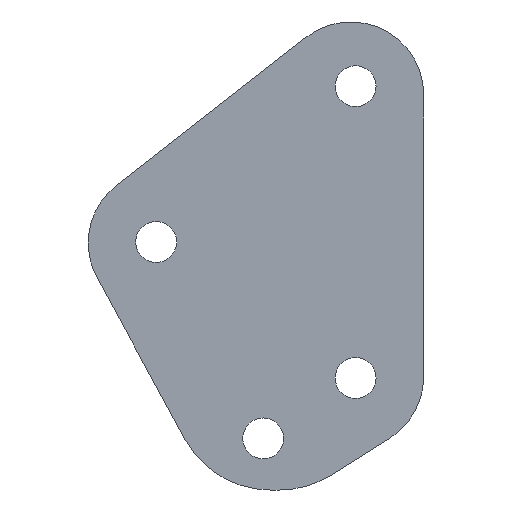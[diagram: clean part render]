
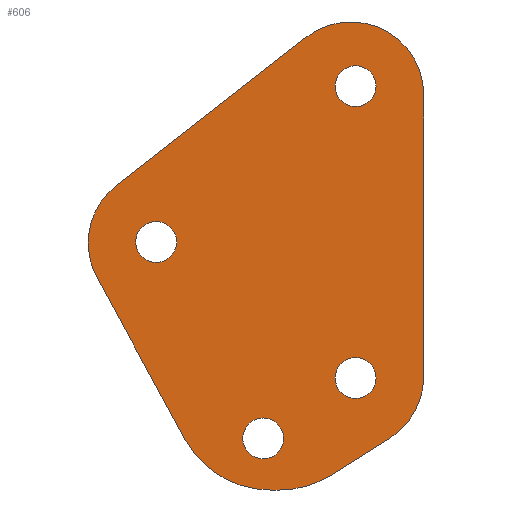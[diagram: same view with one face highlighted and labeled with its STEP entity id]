
A CAD part, left-side view. The second image highlights one B-rep face of the part: STEP entity #606.
In plain terms, the highlighted planar face has unit normal (-1, 0, 0).
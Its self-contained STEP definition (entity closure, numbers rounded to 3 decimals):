
#63=CARTESIAN_POINT('Vertex',(0.,59.2,-46.)) ;
#66=CARTESIAN_POINT('Axis2P3D Location',(0.,55.,-46.)) ;
#70=CARTESIAN_POINT('Vertex',(0.,50.8,-46.)) ;
#92=CARTESIAN_POINT('Axis2P3D Location',(0.,55.,-46.)) ;
#120=CARTESIAN_POINT('Vertex',(0.,18.2,-74.)) ;
#123=CARTESIAN_POINT('Axis2P3D Location',(0.,14.,-74.)) ;
#127=CARTESIAN_POINT('Vertex',(0.,9.8,-74.)) ;
#149=CARTESIAN_POINT('Axis2P3D Location',(0.,14.,-74.)) ;
#177=CARTESIAN_POINT('Vertex',(0.,37.2,-86.398)) ;
#180=CARTESIAN_POINT('Axis2P3D Location',(0.,33.,-86.398)) ;
#184=CARTESIAN_POINT('Vertex',(0.,28.8,-86.398)) ;
#206=CARTESIAN_POINT('Axis2P3D Location',(0.,33.,-86.398)) ;
#234=CARTESIAN_POINT('Vertex',(0.,18.2,-14.)) ;
#237=CARTESIAN_POINT('Axis2P3D Location',(0.,14.,-14.)) ;
#241=CARTESIAN_POINT('Vertex',(0.,9.8,-14.)) ;
#263=CARTESIAN_POINT('Axis2P3D Location',(0.,14.,-14.)) ;
#285=CARTESIAN_POINT('Axis2P3D Location',(0.,53.973,-46.213)) ;
#289=CARTESIAN_POINT('Vertex',(0.,67.146,-53.387)) ;
#291=CARTESIAN_POINT('Vertex',(0.,63.202,-34.388)) ;
#329=CARTESIAN_POINT('Vertex',(0.,24.229,-3.971)) ;
#339=CARTESIAN_POINT('Line Origine',(0.,43.716,-19.18)) ;
#363=CARTESIAN_POINT('Axis2P3D Location',(0.,15.,-15.795)) ;
#367=CARTESIAN_POINT('Vertex',(0.,0.,-15.795)) ;
#394=CARTESIAN_POINT('Line Origine',(0.,0.,-44.739)) ;
#398=CARTESIAN_POINT('Vertex',(0.,0.,-73.683)) ;
#418=CARTESIAN_POINT('Axis2P3D Location',(0.,15.,-73.683)) ;
#422=CARTESIAN_POINT('Vertex',(0.,7.026,-86.388)) ;
#456=CARTESIAN_POINT('Line Origine',(0.,13.041,-90.164)) ;
#460=CARTESIAN_POINT('Vertex',(0.,19.057,-93.94)) ;
#480=CARTESIAN_POINT('Axis2P3D Location',(0.,29.69,-77.)) ;
#484=CARTESIAN_POINT('Vertex',(0.,29.69,-97.)) ;
#511=CARTESIAN_POINT('Line Origine',(0.,58.112,-69.976)) ;
#515=CARTESIAN_POINT('Vertex',(0.,49.078,-86.565)) ;
#548=CARTESIAN_POINT('Vertex',(0.,31.514,-97.)) ;
#556=CARTESIAN_POINT('Line Origine',(0.,30.602,-97.)) ;
#568=CARTESIAN_POINT('Axis2P3D Location',(0.,0.,0.)) ;
#573=CARTESIAN_POINT('Axis2P3D Location',(0.,31.514,-77.)) ;
#67=DIRECTION('Axis2P3D Direction',(1.,0.,0.)) ;
#93=DIRECTION('Axis2P3D Direction',(1.,0.,0.)) ;
#124=DIRECTION('Axis2P3D Direction',(1.,0.,0.)) ;
#150=DIRECTION('Axis2P3D Direction',(1.,0.,0.)) ;
#181=DIRECTION('Axis2P3D Direction',(1.,0.,0.)) ;
#207=DIRECTION('Axis2P3D Direction',(1.,0.,0.)) ;
#238=DIRECTION('Axis2P3D Direction',(1.,0.,0.)) ;
#264=DIRECTION('Axis2P3D Direction',(1.,0.,0.)) ;
#286=DIRECTION('Axis2P3D Direction',(1.,0.,0.)) ;
#340=DIRECTION('Vector Direction',(0.,0.788,-0.615)) ;
#364=DIRECTION('Axis2P3D Direction',(-1.,0.,0.)) ;
#395=DIRECTION('Vector Direction',(0.,0.,-1.)) ;
#419=DIRECTION('Axis2P3D Direction',(-1.,0.,0.)) ;
#457=DIRECTION('Vector Direction',(0.,0.847,-0.532)) ;
#481=DIRECTION('Axis2P3D Direction',(-1.,-0.,0.)) ;
#512=DIRECTION('Vector Direction',(0.,-0.478,-0.878)) ;
#557=DIRECTION('Vector Direction',(0.,-1.,0.)) ;
#569=DIRECTION('Axis2P3D Direction',(1.,0.,0.)) ;
#570=DIRECTION('Axis2P3D XDirection',(0.,1.,0.)) ;
#574=DIRECTION('Axis2P3D Direction',(1.,0.,0.)) ;
#68=AXIS2_PLACEMENT_3D('Circle Axis2P3D',#66,#67,$) ;
#94=AXIS2_PLACEMENT_3D('Circle Axis2P3D',#92,#93,$) ;
#125=AXIS2_PLACEMENT_3D('Circle Axis2P3D',#123,#124,$) ;
#151=AXIS2_PLACEMENT_3D('Circle Axis2P3D',#149,#150,$) ;
#182=AXIS2_PLACEMENT_3D('Circle Axis2P3D',#180,#181,$) ;
#208=AXIS2_PLACEMENT_3D('Circle Axis2P3D',#206,#207,$) ;
#239=AXIS2_PLACEMENT_3D('Circle Axis2P3D',#237,#238,$) ;
#265=AXIS2_PLACEMENT_3D('Circle Axis2P3D',#263,#264,$) ;
#287=AXIS2_PLACEMENT_3D('Circle Axis2P3D',#285,#286,$) ;
#365=AXIS2_PLACEMENT_3D('Circle Axis2P3D',#363,#364,$) ;
#420=AXIS2_PLACEMENT_3D('Circle Axis2P3D',#418,#419,$) ;
#482=AXIS2_PLACEMENT_3D('Circle Axis2P3D',#480,#481,$) ;
#571=AXIS2_PLACEMENT_3D('Plane Axis2P3D',#568,#569,#570) ;
#575=AXIS2_PLACEMENT_3D('Circle Axis2P3D',#573,#574,$) ;
#579=ORIENTED_EDGE('',*,*,#577,.F.) ;
#580=ORIENTED_EDGE('',*,*,#560,.F.) ;
#581=ORIENTED_EDGE('',*,*,#486,.F.) ;
#582=ORIENTED_EDGE('',*,*,#462,.F.) ;
#583=ORIENTED_EDGE('',*,*,#424,.F.) ;
#584=ORIENTED_EDGE('',*,*,#400,.F.) ;
#585=ORIENTED_EDGE('',*,*,#369,.F.) ;
#586=ORIENTED_EDGE('',*,*,#343,.T.) ;
#587=ORIENTED_EDGE('',*,*,#293,.F.) ;
#588=ORIENTED_EDGE('',*,*,#517,.T.) ;
#591=ORIENTED_EDGE('',*,*,#243,.T.) ;
#592=ORIENTED_EDGE('',*,*,#267,.T.) ;
#595=ORIENTED_EDGE('',*,*,#129,.T.) ;
#596=ORIENTED_EDGE('',*,*,#153,.T.) ;
#599=ORIENTED_EDGE('',*,*,#72,.T.) ;
#600=ORIENTED_EDGE('',*,*,#96,.T.) ;
#603=ORIENTED_EDGE('',*,*,#186,.T.) ;
#604=ORIENTED_EDGE('',*,*,#210,.T.) ;
#593=FACE_BOUND('',#590,.T.) ;
#597=FACE_BOUND('',#594,.T.) ;
#601=FACE_BOUND('',#598,.T.) ;
#605=FACE_BOUND('',#602,.T.) ;
#341=VECTOR('Line Direction',#340,1.) ;
#396=VECTOR('Line Direction',#395,1.) ;
#458=VECTOR('Line Direction',#457,1.) ;
#513=VECTOR('Line Direction',#512,1.) ;
#558=VECTOR('Line Direction',#557,1.) ;
#606=ADVANCED_FACE('Corps principal',(#589,#593,#597,#601,#605),#572,.F.) ;
#69=CIRCLE('generated circle',#68,4.2) ;
#95=CIRCLE('generated circle',#94,4.2) ;
#126=CIRCLE('generated circle',#125,4.2) ;
#152=CIRCLE('generated circle',#151,4.2) ;
#183=CIRCLE('generated circle',#182,4.2) ;
#209=CIRCLE('generated circle',#208,4.2) ;
#240=CIRCLE('generated circle',#239,4.2) ;
#266=CIRCLE('generated circle',#265,4.2) ;
#288=CIRCLE('generated circle',#287,15.) ;
#366=CIRCLE('generated circle',#365,15.) ;
#421=CIRCLE('generated circle',#420,15.) ;
#483=CIRCLE('generated circle',#482,20.) ;
#576=CIRCLE('generated circle',#575,20.) ;
#72=EDGE_CURVE('',#71,#64,#69,.T.) ;
#96=EDGE_CURVE('',#64,#71,#95,.T.) ;
#129=EDGE_CURVE('',#128,#121,#126,.T.) ;
#153=EDGE_CURVE('',#121,#128,#152,.T.) ;
#186=EDGE_CURVE('',#185,#178,#183,.T.) ;
#210=EDGE_CURVE('',#178,#185,#209,.T.) ;
#243=EDGE_CURVE('',#242,#235,#240,.T.) ;
#267=EDGE_CURVE('',#235,#242,#266,.T.) ;
#293=EDGE_CURVE('',#290,#292,#288,.T.) ;
#343=EDGE_CURVE('',#330,#292,#342,.T.) ;
#369=EDGE_CURVE('',#330,#368,#366,.F.) ;
#400=EDGE_CURVE('',#368,#399,#397,.T.) ;
#424=EDGE_CURVE('',#399,#423,#421,.F.) ;
#462=EDGE_CURVE('',#423,#461,#459,.T.) ;
#486=EDGE_CURVE('',#461,#485,#483,.F.) ;
#517=EDGE_CURVE('',#290,#516,#514,.T.) ;
#560=EDGE_CURVE('',#485,#549,#559,.F.) ;
#577=EDGE_CURVE('',#549,#516,#576,.T.) ;
#578=EDGE_LOOP('',(#579,#580,#581,#582,#583,#584,#585,#586,#587,#588)) ;
#590=EDGE_LOOP('',(#591,#592)) ;
#594=EDGE_LOOP('',(#595,#596)) ;
#598=EDGE_LOOP('',(#599,#600)) ;
#602=EDGE_LOOP('',(#603,#604)) ;
#589=FACE_OUTER_BOUND('',#578,.T.) ;
#342=LINE('Line',#339,#341) ;
#397=LINE('Line',#394,#396) ;
#459=LINE('Line',#456,#458) ;
#514=LINE('Line',#511,#513) ;
#559=LINE('Line',#556,#558) ;
#572=PLANE('',#571) ;
#64=VERTEX_POINT('',#63) ;
#71=VERTEX_POINT('',#70) ;
#121=VERTEX_POINT('',#120) ;
#128=VERTEX_POINT('',#127) ;
#178=VERTEX_POINT('',#177) ;
#185=VERTEX_POINT('',#184) ;
#235=VERTEX_POINT('',#234) ;
#242=VERTEX_POINT('',#241) ;
#290=VERTEX_POINT('',#289) ;
#292=VERTEX_POINT('',#291) ;
#330=VERTEX_POINT('',#329) ;
#368=VERTEX_POINT('',#367) ;
#399=VERTEX_POINT('',#398) ;
#423=VERTEX_POINT('',#422) ;
#461=VERTEX_POINT('',#460) ;
#485=VERTEX_POINT('',#484) ;
#516=VERTEX_POINT('',#515) ;
#549=VERTEX_POINT('',#548) ;
